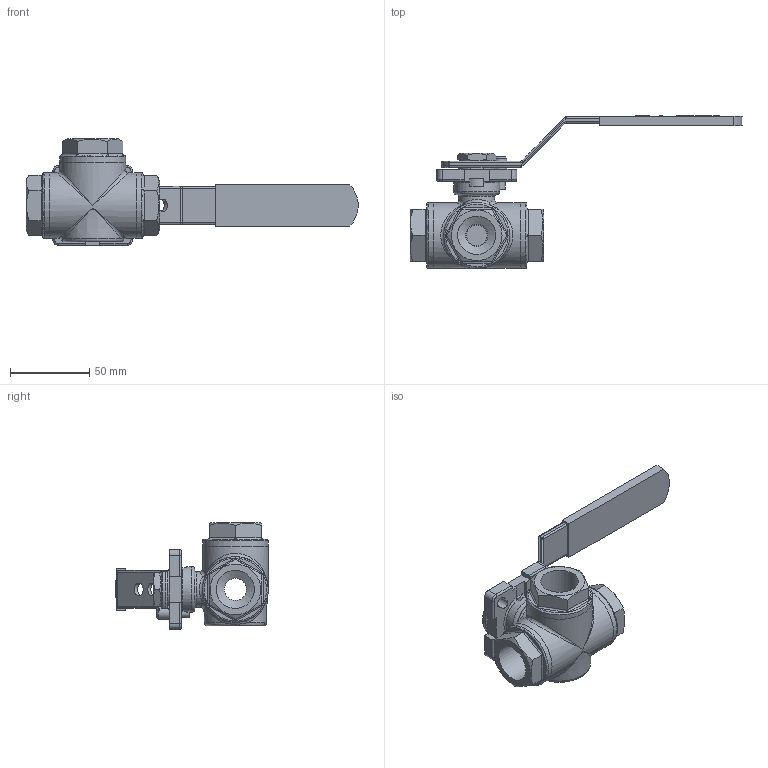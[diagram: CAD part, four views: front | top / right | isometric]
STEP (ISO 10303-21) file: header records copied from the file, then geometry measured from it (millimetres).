
FILE_DESCRIPTION(/* description */ ('Unknown'),/* implementation_level */ '2;1');
FILE_NAME(/* name */ '9339-05',/* time_stamp */ '2022-02-16T09:04:50+01:00',/* author */ ('Unknown'),/* organization */ ('Unknown'),/* preprocessor_version */ 'ST-DEVELOPER v16.7',/* originating_system */ 'Solid Edge',/* authorisation */ 'Unknown');
FILE_SCHEMA (('AUTOMOTIVE_DESIGN {1 0 10303 214 3 1 1}'));
Length unit declared in the file: millimetre
Products named in the file (10): 9339-05; DN20 CAP; DN20 Haddle; DN20 BODY GASKET; DN20 Stop Pin; DN20Plasti Cover; NUT  M14 GB _GB_FASTENER_NUT_STNAB M14-C; DN20 STEM; DN20 BODY; DN20 Nut Stopper
Assembly tree (14 placements, depth 2):
  9339-05
    DN20 CAP  x3
    DN20 Haddle
    DN20 BODY GASKET  x3
    DN20 Stop Pin
    DN20Plasti Cover
    NUT  M14 GB _GB_FASTENER_NUT_STNAB M14-C  x2
    DN20 STEM
    DN20 BODY
    DN20 Nut Stopper
Bounding box: 209.84 x 96.39 x 67.4 mm (x, y, z)
Volume: 132619.6 mm3; surface area: 75442.3 mm2
Topology: 14 solids, 14 shells, 842 faces, 2114 edges, 1352 vertices
Faces by surface type: plane 450, bspline 175, cylinder 143, cone 39, torus 25, sphere 10
Full cylindrical faces by diameter (mm): 6 x1, 8 x3, 11 x1, 11.835 x2, 14 x5, 14.1 x1, 15 x1, 16.5 x1, 16.7 x1, 17.5 x1, 22 x4, 22.5 x1, 24.117 x3, 26 x3, 27 x1, 29 x1, 31.5 x2, 33.8 x3, 34 x3, 35 x3, 37.3 x3, 37.4 x3, 41.5 x5
Entity records: 35781 total; most frequent: CARTESIAN_POINT 19051, ORIENTED_EDGE 3590, DIRECTION 2872, EDGE_CURVE 1795, VERTEX_POINT 1196, LINE 1106, VECTOR 1106, AXIS2_PLACEMENT_3D 883
